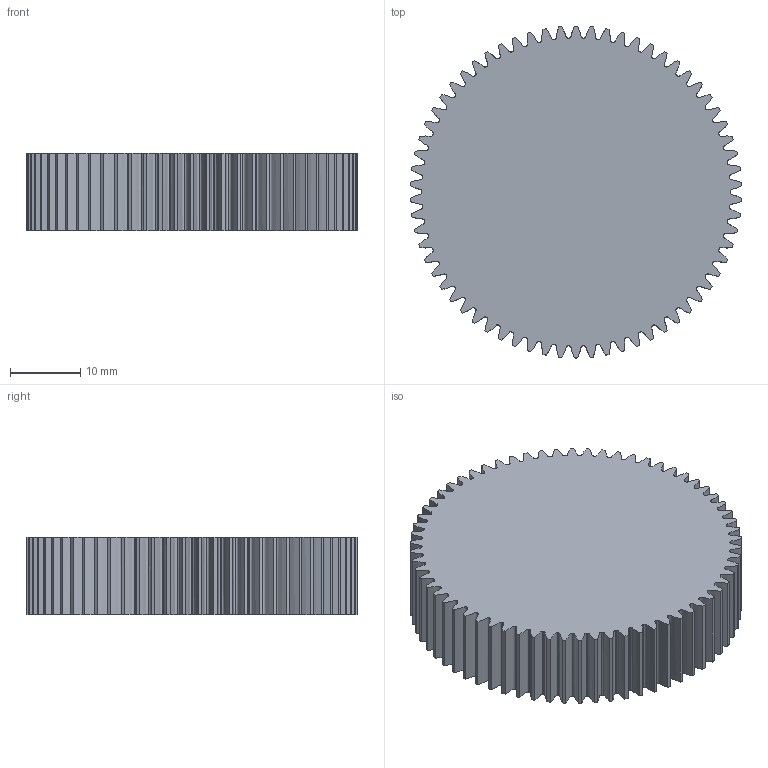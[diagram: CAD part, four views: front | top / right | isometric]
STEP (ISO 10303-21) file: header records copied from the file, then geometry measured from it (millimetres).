
FILE_DESCRIPTION(/* description */ ('STEP AP203'),/* implementation_level */ '2;1');
FILE_NAME(/* name */ 'KISSsoft_planet1gear',/* time_stamp */ '2022-12-01T19:24:19-05:00',/* author */ (' '),/* organization */ (' '),/* preprocessor_version */ 'ST-DEVELOPER v18.101',/* originating_system */ ' ',/* authorisation */ ' ');
FILE_SCHEMA (('CONFIG_CONTROL_DESIGN'));
Length unit declared in the file: millimetre
Products named in the file (1): id2
Bounding box: 47.25 x 47.29 x 11 mm (x, y, z)
Volume: 17929.5 mm3; surface area: 6519.6 mm2
Topology: 1 solids, 1 shells, 332 faces, 990 edges, 660 vertices
Faces by surface type: plane 134, bspline 132, cylinder 66
Entity records: 15819 total; most frequent: CARTESIAN_POINT 7659, ORIENTED_EDGE 1980, DIRECTION 1260, EDGE_CURVE 990, VERTEX_POINT 660, LINE 594, VECTOR 594, AXIS2_PLACEMENT_3D 333
